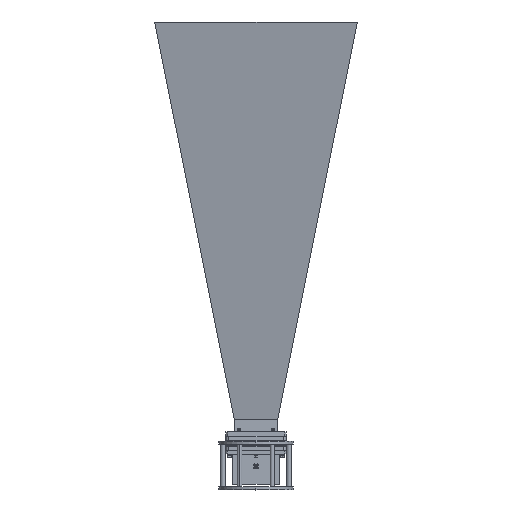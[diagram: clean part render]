
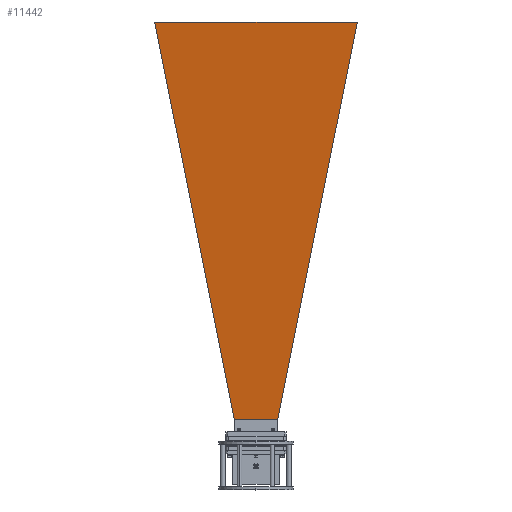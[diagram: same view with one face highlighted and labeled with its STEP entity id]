
A CAD part, top view. The second image highlights one B-rep face of the part: STEP entity #11442.
In plain terms, the highlighted face is planar.
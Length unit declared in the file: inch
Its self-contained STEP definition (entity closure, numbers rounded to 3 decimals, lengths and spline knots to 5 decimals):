
#4253 = CARTESIAN_POINT ( 'NONE',  ( -7.91984, 0., 43.6785 ) ) ;
#4918 = EDGE_CURVE ( 'NONE', #20512, #13714, #25530, .T. ) ;
#5445 = EDGE_CURVE ( 'NONE', #21922, #38587, #51433, .T. ) ;
#6608 = EDGE_CURVE ( 'NONE', #13714, #21922, #42048, .T. ) ;
#8789 = EDGE_LOOP ( 'NONE', ( #43015, #14227, #35421, #38942 ) ) ;
#10996 = VECTOR ( 'NONE', #38449, 39.37008 ) ;
#11442 = ADVANCED_FACE ( 'NONE', ( #19982 ), #41267, .T. ) ;
#12086 = EDGE_CURVE ( 'NONE', #38587, #20512, #25878, .T. ) ;
#13559 = VECTOR ( 'NONE', #30988, 39.37008 ) ;
#13714 = VERTEX_POINT ( 'NONE', #45981 ) ;
#14227 = ORIENTED_EDGE ( 'NONE', *, *, #6608, .T. ) ;
#19982 = FACE_OUTER_BOUND ( 'NONE', #8789, .T. ) ;
#20355 = CARTESIAN_POINT ( 'NONE',  ( -1.19311, 0., 1.95904 ) ) ;
#20512 = VERTEX_POINT ( 'NONE', #25834 ) ;
#21922 = VERTEX_POINT ( 'NONE', #23018 ) ;
#23018 = CARTESIAN_POINT ( 'NONE',  ( -7.91984, 10.63396, 43.6785 ) ) ;
#25530 = LINE ( 'NONE', #46516, #40857 ) ;
#25834 = CARTESIAN_POINT ( 'NONE',  ( -1.19311, -2.26856, 1.95904 ) ) ;
#25878 = LINE ( 'NONE', #20355, #38475 ) ;
#30988 = DIRECTION ( 'NONE',  ( 0.156, -0.194, -0.968 ) ) ;
#32325 = AXIS2_PLACEMENT_3D ( 'NONE', #50374, #50647, #42087 ) ;
#35421 = ORIENTED_EDGE ( 'NONE', *, *, #5445, .T. ) ;
#38449 = DIRECTION ( 'NONE',  ( 0., 1., 0. ) ) ;
#38475 = VECTOR ( 'NONE', #50475, 39.37008 ) ;
#38587 = VERTEX_POINT ( 'NONE', #51484 ) ;
#38942 = ORIENTED_EDGE ( 'NONE', *, *, #12086, .T. ) ;
#40857 = VECTOR ( 'NONE', #50399, 39.37008 ) ;
#41267 = PLANE ( 'NONE',  #32325 ) ;
#42048 = LINE ( 'NONE', #4253, #10996 ) ;
#42087 = DIRECTION ( 'NONE',  ( -0.159, 0., 0.987 ) ) ;
#43015 = ORIENTED_EDGE ( 'NONE', *, *, #4918, .T. ) ;
#43415 = CARTESIAN_POINT ( 'NONE',  ( -7.91984, 10.63396, 43.6785 ) ) ;
#45981 = CARTESIAN_POINT ( 'NONE',  ( -7.91984, -10.63396, 43.6785 ) ) ;
#46516 = CARTESIAN_POINT ( 'NONE',  ( -1.19311, -2.26856, 1.95904 ) ) ;
#50374 = CARTESIAN_POINT ( 'NONE',  ( -4.5542, 0., 22.8047 ) ) ;
#50399 = DIRECTION ( 'NONE',  ( -0.156, -0.194, 0.968 ) ) ;
#50475 = DIRECTION ( 'NONE',  ( 0., -1., 0. ) ) ;
#50647 = DIRECTION ( 'NONE',  ( -0.987, 0., -0.159 ) ) ;
#51433 = LINE ( 'NONE', #43415, #13559 ) ;
#51484 = CARTESIAN_POINT ( 'NONE',  ( -1.19311, 2.26856, 1.95904 ) ) ;
